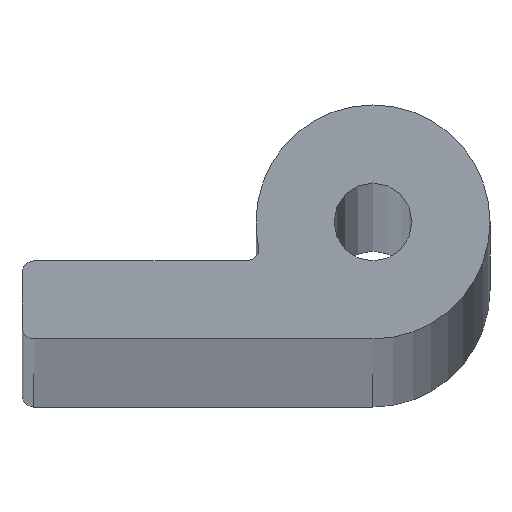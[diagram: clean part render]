
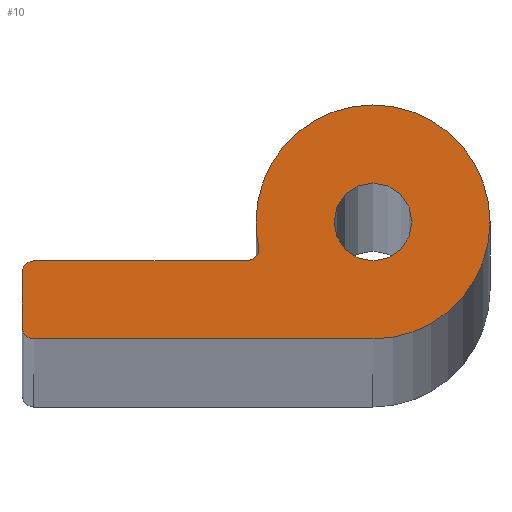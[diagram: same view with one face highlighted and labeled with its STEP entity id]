
A CAD part, top view. The second image highlights one B-rep face of the part: STEP entity #10.
In plain terms, the highlighted planar face has unit normal (0, 0, 1).
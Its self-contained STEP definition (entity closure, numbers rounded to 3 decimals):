
#9 = EDGE_CURVE ( 'NONE', #414, #416, #227, .T. ) ;
#10 = ADVANCED_FACE ( 'NONE', ( #370, #373 ), #290, .F. ) ;
#22 = EDGE_CURVE ( 'NONE', #399, #401, #55, .T. ) ;
#28 = EDGE_CURVE ( 'NONE', #419, #424, #58, .T. ) ;
#29 = EDGE_CURVE ( 'NONE', #413, #419, #59, .T. ) ;
#30 = EDGE_CURVE ( 'NONE', #410, #415, #299, .T. ) ;
#31 = EDGE_CURVE ( 'NONE', #415, #414, #60, .T. ) ;
#34 = EDGE_CURVE ( 'NONE', #424, #397, #62, .T. ) ;
#39 = EDGE_CURVE ( 'NONE', #416, #412, #64, .T. ) ;
#40 = EDGE_CURVE ( 'NONE', #412, #413, #234, .T. ) ;
#42 = EDGE_CURVE ( 'NONE', #401, #399, #65, .T. ) ;
#43 = EDGE_CURVE ( 'NONE', #397, #410, #66, .T. ) ;
#55 = CIRCLE ( 'NONE', #372, 1. ) ;
#58 = CIRCLE ( 'NONE', #385, 3. ) ;
#59 = CIRCLE ( 'NONE', #381, 3. ) ;
#60 = CIRCLE ( 'NONE', #378, 0.3 ) ;
#62 = CIRCLE ( 'NONE', #380, 3. ) ;
#64 = CIRCLE ( 'NONE', #93, 0.3 ) ;
#65 = CIRCLE ( 'NONE', #90, 1. ) ;
#66 = CIRCLE ( 'NONE', #95, 0.3 ) ;
#90 = AXIS2_PLACEMENT_3D ( 'NONE', #233, #249, #245 ) ;
#93 = AXIS2_PLACEMENT_3D ( 'NONE', #270, #232, #237 ) ;
#95 = AXIS2_PLACEMENT_3D ( 'NONE', #246, #252, #264 ) ;
#96 = VECTOR ( 'NONE', #236, 1000. ) ;
#132 = ORIENTED_EDGE ( 'NONE', *, *, #39, .T. ) ;
#138 = ORIENTED_EDGE ( 'NONE', *, *, #34, .T. ) ;
#141 = EDGE_LOOP ( 'NONE', ( #447, #403 ) ) ;
#144 = ORIENTED_EDGE ( 'NONE', *, *, #40, .T. ) ;
#149 = ORIENTED_EDGE ( 'NONE', *, *, #28, .T. ) ;
#150 = ORIENTED_EDGE ( 'NONE', *, *, #29, .T. ) ;
#152 = ORIENTED_EDGE ( 'NONE', *, *, #31, .T. ) ;
#157 = EDGE_LOOP ( 'NONE', ( #132, #144, #150, #149, #138, #408, #405, #152, #404 ) ) ;
#169 = CARTESIAN_POINT ( 'NONE',  ( -3., 0., 500. ) ) ;
#174 = CARTESIAN_POINT ( 'NONE',  ( 3., 0., 500. ) ) ;
#176 = CARTESIAN_POINT ( 'NONE',  ( -9., -2.7, 500. ) ) ;
#178 = CARTESIAN_POINT ( 'NONE',  ( -8.7, -1., 500. ) ) ;
#179 = CARTESIAN_POINT ( 'NONE',  ( -9., -1.3, 500. ) ) ;
#180 = CARTESIAN_POINT ( 'NONE',  ( 0., -3., 500. ) ) ;
#181 = CARTESIAN_POINT ( 'NONE',  ( -8.7, -3., 500. ) ) ;
#182 = CARTESIAN_POINT ( 'NONE',  ( -3.225, -1., 500. ) ) ;
#184 = CARTESIAN_POINT ( 'NONE',  ( -1., 0., 500. ) ) ;
#185 = CARTESIAN_POINT ( 'NONE',  ( 1., 0., 500. ) ) ;
#187 = CARTESIAN_POINT ( 'NONE',  ( -2.932, -0.636, 500. ) ) ;
#227 = LINE ( 'NONE', #257, #364 ) ;
#229 = DIRECTION ( 'NONE',  ( 0., 0., 1. ) ) ;
#231 = DIRECTION ( 'NONE',  ( 1., 0., 0. ) ) ;
#232 = DIRECTION ( 'NONE',  ( 0., 0., 1. ) ) ;
#233 = CARTESIAN_POINT ( 'NONE',  ( 0., 0., 500. ) ) ;
#234 = LINE ( 'NONE', #235, #96 ) ;
#235 = CARTESIAN_POINT ( 'NONE',  ( 0., -3., 500. ) ) ;
#236 = DIRECTION ( 'NONE',  ( 1., 0., 0. ) ) ;
#237 = DIRECTION ( 'NONE',  ( -1., 0., 0. ) ) ;
#238 = DIRECTION ( 'NONE',  ( -1., 0., 0. ) ) ;
#245 = DIRECTION ( 'NONE',  ( 1., 0., 0. ) ) ;
#246 = CARTESIAN_POINT ( 'NONE',  ( -3.225, -0.7, 500. ) ) ;
#249 = DIRECTION ( 'NONE',  ( 0., 0., 1. ) ) ;
#252 = DIRECTION ( 'NONE',  ( 0., 0., -1. ) ) ;
#257 = CARTESIAN_POINT ( 'NONE',  ( -9., -2.7, 500. ) ) ;
#263 = CARTESIAN_POINT ( 'NONE',  ( 0., 0., 500. ) ) ;
#264 = DIRECTION ( 'NONE',  ( 1., 0., 0. ) ) ;
#270 = CARTESIAN_POINT ( 'NONE',  ( -8.7, -2.7, 500. ) ) ;
#277 = CARTESIAN_POINT ( 'NONE',  ( -8.7, -2.7, 500. ) ) ;
#279 = DIRECTION ( 'NONE',  ( 0., 0., -1. ) ) ;
#289 = DIRECTION ( 'NONE',  ( 0., -1., 0. ) ) ;
#290 = PLANE ( 'NONE',  #365 ) ;
#292 = DIRECTION ( 'NONE',  ( 0., 0., 1. ) ) ;
#293 = DIRECTION ( 'NONE',  ( 0., 0., 1. ) ) ;
#296 = DIRECTION ( 'NONE',  ( -1., 0., 0. ) ) ;
#297 = DIRECTION ( 'NONE',  ( -1., 0., 0. ) ) ;
#298 = CARTESIAN_POINT ( 'NONE',  ( -8.7, -1., 500. ) ) ;
#299 = LINE ( 'NONE', #298, #386 ) ;
#300 = DIRECTION ( 'NONE',  ( 1., 0., 0. ) ) ;
#301 = CARTESIAN_POINT ( 'NONE',  ( -8.7, -1.3, 500. ) ) ;
#302 = DIRECTION ( 'NONE',  ( 0., 0., 1. ) ) ;
#303 = CARTESIAN_POINT ( 'NONE',  ( 0., 0., 500. ) ) ;
#304 = DIRECTION ( 'NONE',  ( 1., 0., 0. ) ) ;
#312 = CARTESIAN_POINT ( 'NONE',  ( 0., 0., 500. ) ) ;
#335 = DIRECTION ( 'NONE',  ( 1., 0., 0. ) ) ;
#336 = DIRECTION ( 'NONE',  ( 0., 0., 1. ) ) ;
#340 = CARTESIAN_POINT ( 'NONE',  ( 0., 0., 500. ) ) ;
#364 = VECTOR ( 'NONE', #289, 1000. ) ;
#365 = AXIS2_PLACEMENT_3D ( 'NONE', #277, #279, #238 ) ;
#370 = FACE_OUTER_BOUND ( 'NONE', #157, .T. ) ;
#372 = AXIS2_PLACEMENT_3D ( 'NONE', #340, #336, #335 ) ;
#373 = FACE_BOUND ( 'NONE', #141, .T. ) ;
#378 = AXIS2_PLACEMENT_3D ( 'NONE', #301, #292, #296 ) ;
#380 = AXIS2_PLACEMENT_3D ( 'NONE', #263, #229, #231 ) ;
#381 = AXIS2_PLACEMENT_3D ( 'NONE', #303, #302, #300 ) ;
#385 = AXIS2_PLACEMENT_3D ( 'NONE', #312, #293, #304 ) ;
#386 = VECTOR ( 'NONE', #297, 1000. ) ;
#397 = VERTEX_POINT ( 'NONE', #187 ) ;
#399 = VERTEX_POINT ( 'NONE', #185 ) ;
#401 = VERTEX_POINT ( 'NONE', #184 ) ;
#403 = ORIENTED_EDGE ( 'NONE', *, *, #22, .F. ) ;
#404 = ORIENTED_EDGE ( 'NONE', *, *, #9, .T. ) ;
#405 = ORIENTED_EDGE ( 'NONE', *, *, #30, .T. ) ;
#408 = ORIENTED_EDGE ( 'NONE', *, *, #43, .T. ) ;
#410 = VERTEX_POINT ( 'NONE', #182 ) ;
#412 = VERTEX_POINT ( 'NONE', #181 ) ;
#413 = VERTEX_POINT ( 'NONE', #180 ) ;
#414 = VERTEX_POINT ( 'NONE', #179 ) ;
#415 = VERTEX_POINT ( 'NONE', #178 ) ;
#416 = VERTEX_POINT ( 'NONE', #176 ) ;
#419 = VERTEX_POINT ( 'NONE', #174 ) ;
#424 = VERTEX_POINT ( 'NONE', #169 ) ;
#447 = ORIENTED_EDGE ( 'NONE', *, *, #42, .F. ) ;
